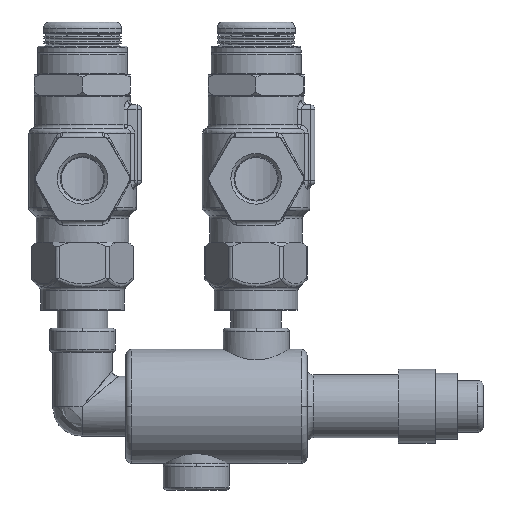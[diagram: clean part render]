
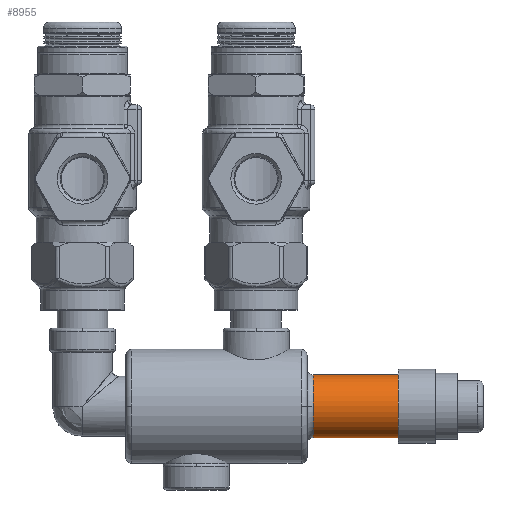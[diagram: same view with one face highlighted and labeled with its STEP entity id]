
A CAD part, front view. The second image highlights one B-rep face of the part: STEP entity #8955.
In plain terms, the highlighted cylindrical face has radius 16.701 mm (diameter 33.401 mm), a partial arc.
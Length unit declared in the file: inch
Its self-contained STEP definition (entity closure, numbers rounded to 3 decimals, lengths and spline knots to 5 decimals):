
#636=LINE($,#14782,#926);
#637=LINE($,#14786,#927);
#926=VECTOR($,#11179,1.78692);
#927=VECTOR($,#11182,1.78692);
#1755=CYLINDRICAL_SURFACE($,#9715,0.6575);
#1967=FACE_OUTER_BOUND($,#2608,.T.);
#2608=EDGE_LOOP($,(#6567,#6568,#6569,#6570));
#3511=CIRCLE($,#9716,0.6575);
#3512=CIRCLE($,#9717,0.6575);
#4259=VERTEX_POINT($,#14780);
#4260=VERTEX_POINT($,#14781);
#4261=VERTEX_POINT($,#14783);
#4262=VERTEX_POINT($,#14785);
#5227=EDGE_CURVE($,#4259,#4260,#636,.T.);
#5228=EDGE_CURVE($,#4260,#4261,#3511,.T.);
#5229=EDGE_CURVE($,#4261,#4262,#637,.F.);
#5230=EDGE_CURVE($,#4262,#4259,#3512,.F.);
#6567=ORIENTED_EDGE($,*,*,#5227,.T.);
#6568=ORIENTED_EDGE($,*,*,#5228,.T.);
#6569=ORIENTED_EDGE($,*,*,#5229,.T.);
#6570=ORIENTED_EDGE($,*,*,#5230,.T.);
#8955=ADVANCED_FACE($,(#1967),#1755,.T.);
#9715=AXIS2_PLACEMENT_3D($,#14779,#11177,#11178);
#9716=AXIS2_PLACEMENT_3D($,#14784,#11180,#11181);
#9717=AXIS2_PLACEMENT_3D($,#14787,#11183,#11184);
#11177=DIRECTION('center_axis',(1.,0.,0.));
#11178=DIRECTION('ref_axis',(0.,0.,-1.));
#11179=DIRECTION($,(-1.,0.,0.));
#11180=DIRECTION('center_axis',(1.,0.,0.));
#11181=DIRECTION('ref_axis',(0.,-1.,0.));
#11182=DIRECTION($,(-1.,0.,0.));
#11183=DIRECTION('center_axis',(1.,0.,0.));
#11184=DIRECTION('ref_axis',(0.,0.,
-1.));
#14779=CARTESIAN_POINT('Origin',(3.33346,0.,
1.75016));
#14780=CARTESIAN_POINT('',(4.22692,0.,2.40766));
#14781=CARTESIAN_POINT('',(2.44,0.,2.40766));
#14782=CARTESIAN_POINT($,(4.22692,0.,2.40766));
#14783=CARTESIAN_POINT('',(2.44,0.,1.09266));
#14784=CARTESIAN_POINT('Origin',(2.44,0.,
1.75016));
#14785=CARTESIAN_POINT('',(4.22692,0.,1.09266));
#14786=CARTESIAN_POINT($,(4.22692,0.,1.09266));
#14787=CARTESIAN_POINT('Origin',(4.22692,0.,
1.75016));
